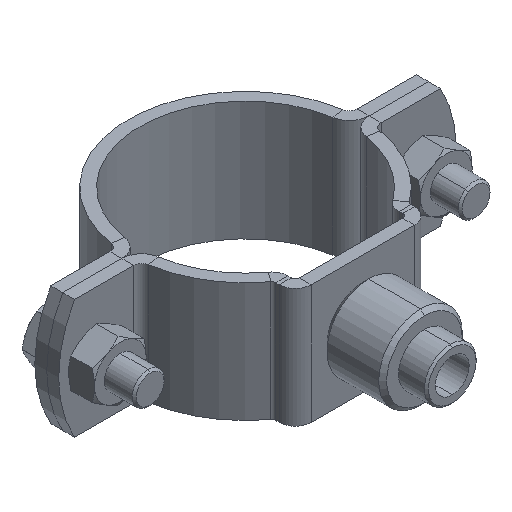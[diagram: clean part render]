
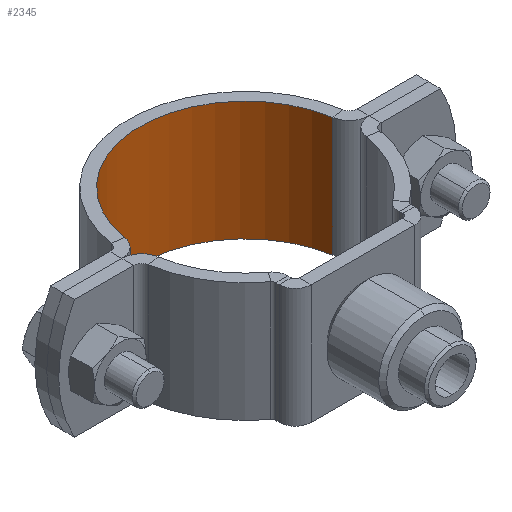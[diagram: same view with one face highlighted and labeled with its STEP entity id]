
A CAD part, isometric view. The second image highlights one B-rep face of the part: STEP entity #2345.
In plain terms, the highlighted cylindrical face has radius 26.5 mm (diameter 53 mm), a partial arc.
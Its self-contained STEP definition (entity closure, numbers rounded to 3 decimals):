
#549 = CARTESIAN_POINT ( 'NONE',  ( -26.164, 4.206, -15. ) ) ;
#722 = EDGE_CURVE ( 'NONE', #4106, #1257, #2485, .T. ) ;
#771 = DIRECTION ( 'NONE',  ( 0., 0., -1. ) ) ;
#794 = DIRECTION ( 'NONE',  ( 0., 0., -1. ) ) ;
#796 = DIRECTION ( 'NONE',  ( -1., 0., 0. ) ) ;
#984 = AXIS2_PLACEMENT_3D ( 'NONE', #1879, #4475, #4492 ) ;
#1257 = VERTEX_POINT ( 'NONE', #1592 ) ;
#1326 = ORIENTED_EDGE ( 'NONE', *, *, #1634, .F. ) ;
#1328 = EDGE_LOOP ( 'NONE', ( #1326, #1380, #1681, #3719 ) ) ;
#1380 = ORIENTED_EDGE ( 'NONE', *, *, #4677, .F. ) ;
#1484 = VERTEX_POINT ( 'NONE', #2882 ) ;
#1537 = CARTESIAN_POINT ( 'NONE',  ( 0., 0., -15. ) ) ;
#1577 = CARTESIAN_POINT ( 'NONE',  ( 26.164, 4.206, 15. ) ) ;
#1592 = CARTESIAN_POINT ( 'NONE',  ( -26.164, 4.206, 15. ) ) ;
#1634 = EDGE_CURVE ( 'NONE', #1484, #2472, #1788, .T. ) ;
#1681 = ORIENTED_EDGE ( 'NONE', *, *, #722, .T. ) ;
#1783 = EDGE_CURVE ( 'NONE', #1257, #2472, #2624, .T. ) ;
#1788 = CIRCLE ( 'NONE', #3351, 26.5 ) ;
#1879 = CARTESIAN_POINT ( 'NONE',  ( 0., 0., 15. ) ) ;
#2203 = VECTOR ( 'NONE', #2660, 1000. ) ;
#2214 = CARTESIAN_POINT ( 'NONE',  ( 0., 0., 15. ) ) ;
#2294 = LINE ( 'NONE', #1577, #2203 ) ;
#2345 = ADVANCED_FACE ( 'NONE', ( #4071 ), #3402, .F. ) ;
#2472 = VERTEX_POINT ( 'NONE', #549 ) ;
#2485 = CIRCLE ( 'NONE', #984, 26.5 ) ;
#2624 = LINE ( 'NONE', #4178, #3499 ) ;
#2660 = DIRECTION ( 'NONE',  ( 0., 0., -1. ) ) ;
#2882 = CARTESIAN_POINT ( 'NONE',  ( 26.164, 4.206, -15. ) ) ;
#3048 = DIRECTION ( 'NONE',  ( 0., 0., 1. ) ) ;
#3351 = AXIS2_PLACEMENT_3D ( 'NONE', #1537, #3048, #796 ) ;
#3402 = CYLINDRICAL_SURFACE ( 'NONE', #4208, 26.5 ) ;
#3499 = VECTOR ( 'NONE', #794, 1000. ) ;
#3710 = DIRECTION ( 'NONE',  ( 1., 0., 0. ) ) ;
#3719 = ORIENTED_EDGE ( 'NONE', *, *, #1783, .T. ) ;
#4071 = FACE_OUTER_BOUND ( 'NONE', #1328, .T. ) ;
#4106 = VERTEX_POINT ( 'NONE', #4323 ) ;
#4178 = CARTESIAN_POINT ( 'NONE',  ( -26.164, 4.206, 15. ) ) ;
#4208 = AXIS2_PLACEMENT_3D ( 'NONE', #2214, #771, #3710 ) ;
#4323 = CARTESIAN_POINT ( 'NONE',  ( 26.164, 4.206, 15. ) ) ;
#4475 = DIRECTION ( 'NONE',  ( 0., 0., 1. ) ) ;
#4492 = DIRECTION ( 'NONE',  ( -1., 0., 0. ) ) ;
#4677 = EDGE_CURVE ( 'NONE', #4106, #1484, #2294, .T. ) ;
